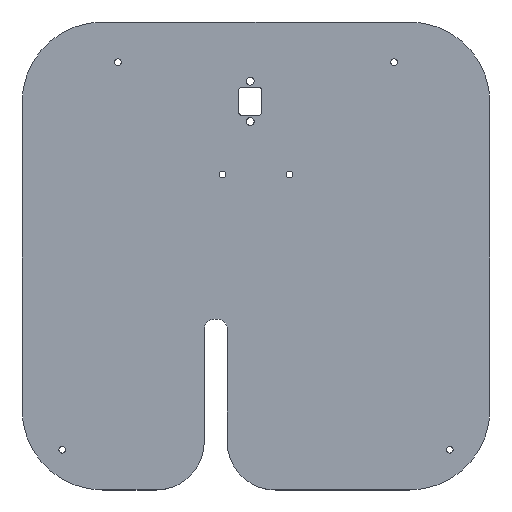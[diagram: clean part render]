
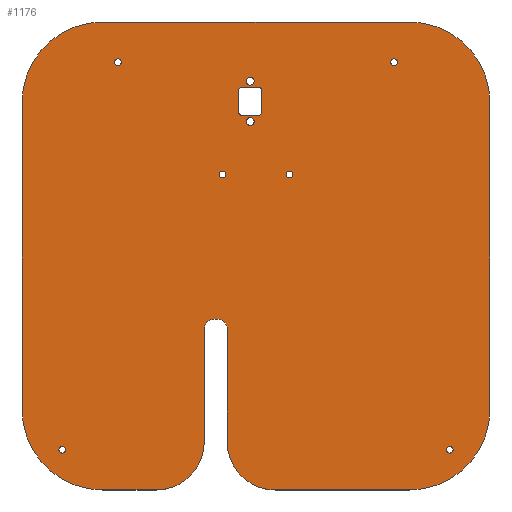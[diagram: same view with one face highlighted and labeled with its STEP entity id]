
A CAD part, top view. The second image highlights one B-rep face of the part: STEP entity #1176.
In plain terms, the highlighted planar face has unit normal (0, 0, 1).
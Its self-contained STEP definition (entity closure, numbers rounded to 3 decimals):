
#48=FACE_BOUND('',#220,.T.);
#49=FACE_BOUND('',#221,.T.);
#50=FACE_BOUND('',#222,.T.);
#51=FACE_BOUND('',#223,.T.);
#52=FACE_BOUND('',#224,.T.);
#53=FACE_BOUND('',#225,.T.);
#54=FACE_BOUND('',#226,.T.);
#55=FACE_BOUND('',#227,.T.);
#56=FACE_BOUND('',#228,.T.);
#82=PLANE('',#1318);
#146=FACE_OUTER_BOUND('',#219,.T.);
#219=EDGE_LOOP('',(#1067,#1068,#1069,#1070,#1071,#1072,#1073,#1074,#1075,
#1076,#1077,#1078,#1079,#1080,#1081,#1082));
#220=EDGE_LOOP('',(#1083));
#221=EDGE_LOOP('',(#1084));
#222=EDGE_LOOP('',(#1085));
#223=EDGE_LOOP('',(#1086));
#224=EDGE_LOOP('',(#1087));
#225=EDGE_LOOP('',(#1088));
#226=EDGE_LOOP('',(#1089,#1090,#1091,#1092,#1093,#1094,#1095,#1096));
#227=EDGE_LOOP('',(#1097));
#228=EDGE_LOOP('',(#1098));
#272=LINE('',#1834,#374);
#275=LINE('',#1842,#377);
#278=LINE('',#1850,#380);
#281=LINE('',#1858,#383);
#284=LINE('',#1866,#386);
#300=LINE('',#1918,#402);
#303=LINE('',#1929,#405);
#307=LINE('',#1941,#409);
#313=LINE('',#1955,#415);
#325=LINE('',#1998,#427);
#328=LINE('',#2006,#430);
#330=LINE('',#2012,#432);
#374=VECTOR('',#1476,10.);
#377=VECTOR('',#1485,10.);
#380=VECTOR('',#1494,10.);
#383=VECTOR('',#1503,10.);
#386=VECTOR('',#1512,10.);
#402=VECTOR('',#1568,10.);
#405=VECTOR('',#1579,10.);
#409=VECTOR('',#1591,10.);
#415=VECTOR('',#1605,10.);
#427=VECTOR('',#1659,10.);
#430=VECTOR('',#1668,10.);
#432=VECTOR('',#1676,10.);
#453=CIRCLE('',#1214,1.75);
#456=CIRCLE('',#1219,1.75);
#465=CIRCLE('',#1245,42.);
#466=CIRCLE('',#1248,25.);
#467=CIRCLE('',#1251,5.);
#468=CIRCLE('',#1254,5.);
#469=CIRCLE('',#1257,25.);
#471=CIRCLE('',#1262,1.75);
#473=CIRCLE('',#1266,1.75);
#475=CIRCLE('',#1270,1.75);
#477=CIRCLE('',#1274,1.75);
#479=CIRCLE('',#1277,2.);
#481=CIRCLE('',#1281,2.);
#483=CIRCLE('',#1285,2.);
#485=CIRCLE('',#1289,2.);
#492=CIRCLE('',#1306,2.);
#493=CIRCLE('',#1308,2.);
#494=CIRCLE('',#1310,42.);
#495=CIRCLE('',#1313,42.);
#496=CIRCLE('',#1316,42.);
#529=VERTEX_POINT('',#1748);
#532=VERTEX_POINT('',#1758);
#549=VERTEX_POINT('',#1826);
#550=VERTEX_POINT('',#1828);
#551=VERTEX_POINT('',#1832);
#552=VERTEX_POINT('',#1836);
#553=VERTEX_POINT('',#1840);
#554=VERTEX_POINT('',#1844);
#555=VERTEX_POINT('',#1848);
#556=VERTEX_POINT('',#1852);
#557=VERTEX_POINT('',#1856);
#558=VERTEX_POINT('',#1860);
#559=VERTEX_POINT('',#1864);
#561=VERTEX_POINT('',#1872);
#563=VERTEX_POINT('',#1880);
#565=VERTEX_POINT('',#1888);
#567=VERTEX_POINT('',#1896);
#570=VERTEX_POINT('',#1903);
#571=VERTEX_POINT('',#1905);
#575=VERTEX_POINT('',#1916);
#578=VERTEX_POINT('',#1923);
#579=VERTEX_POINT('',#1925);
#582=VERTEX_POINT('',#1935);
#583=VERTEX_POINT('',#1937);
#587=VERTEX_POINT('',#1951);
#594=VERTEX_POINT('',#1984);
#595=VERTEX_POINT('',#1988);
#596=VERTEX_POINT('',#1992);
#597=VERTEX_POINT('',#1994);
#598=VERTEX_POINT('',#2000);
#599=VERTEX_POINT('',#2004);
#600=VERTEX_POINT('',#2008);
#634=EDGE_CURVE('',#529,#529,#453,.T.);
#639=EDGE_CURVE('',#532,#532,#456,.T.);
#674=EDGE_CURVE('',#549,#550,#465,.T.);
#677=EDGE_CURVE('',#549,#551,#272,.T.);
#679=EDGE_CURVE('',#552,#551,#466,.T.);
#681=EDGE_CURVE('',#552,#553,#275,.T.);
#683=EDGE_CURVE('',#553,#554,#467,.T.);
#685=EDGE_CURVE('',#554,#555,#278,.T.);
#687=EDGE_CURVE('',#555,#556,#468,.T.);
#689=EDGE_CURVE('',#556,#557,#281,.T.);
#691=EDGE_CURVE('',#558,#557,#469,.T.);
#693=EDGE_CURVE('',#558,#559,#284,.T.);
#696=EDGE_CURVE('',#561,#561,#471,.T.);
#700=EDGE_CURVE('',#563,#563,#473,.T.);
#704=EDGE_CURVE('',#565,#565,#475,.T.);
#708=EDGE_CURVE('',#567,#567,#477,.T.);
#712=EDGE_CURVE('',#570,#571,#479,.T.);
#719=EDGE_CURVE('',#570,#575,#300,.T.);
#722=EDGE_CURVE('',#578,#579,#481,.T.);
#724=EDGE_CURVE('',#578,#571,#303,.T.);
#728=EDGE_CURVE('',#582,#583,#483,.T.);
#730=EDGE_CURVE('',#582,#579,#307,.T.);
#737=EDGE_CURVE('',#587,#575,#485,.T.);
#738=EDGE_CURVE('',#587,#583,#313,.T.);
#753=EDGE_CURVE('',#594,#594,#492,.T.);
#755=EDGE_CURVE('',#595,#595,#493,.T.);
#757=EDGE_CURVE('',#596,#597,#494,.T.);
#759=EDGE_CURVE('',#596,#550,#325,.T.);
#761=EDGE_CURVE('',#598,#559,#495,.T.);
#763=EDGE_CURVE('',#598,#599,#328,.T.);
#765=EDGE_CURVE('',#600,#599,#496,.T.);
#766=EDGE_CURVE('',#600,#597,#330,.T.);
#1067=ORIENTED_EDGE('',*,*,#679,.F.);
#1068=ORIENTED_EDGE('',*,*,#681,.T.);
#1069=ORIENTED_EDGE('',*,*,#683,.T.);
#1070=ORIENTED_EDGE('',*,*,#685,.T.);
#1071=ORIENTED_EDGE('',*,*,#687,.T.);
#1072=ORIENTED_EDGE('',*,*,#689,.T.);
#1073=ORIENTED_EDGE('',*,*,#691,.F.);
#1074=ORIENTED_EDGE('',*,*,#693,.T.);
#1075=ORIENTED_EDGE('',*,*,#761,.F.);
#1076=ORIENTED_EDGE('',*,*,#763,.T.);
#1077=ORIENTED_EDGE('',*,*,#765,.F.);
#1078=ORIENTED_EDGE('',*,*,#766,.T.);
#1079=ORIENTED_EDGE('',*,*,#757,.F.);
#1080=ORIENTED_EDGE('',*,*,#759,.T.);
#1081=ORIENTED_EDGE('',*,*,#674,.F.);
#1082=ORIENTED_EDGE('',*,*,#677,.T.);
#1083=ORIENTED_EDGE('',*,*,#639,.T.);
#1084=ORIENTED_EDGE('',*,*,#634,.T.);
#1085=ORIENTED_EDGE('',*,*,#700,.T.);
#1086=ORIENTED_EDGE('',*,*,#704,.T.);
#1087=ORIENTED_EDGE('',*,*,#696,.T.);
#1088=ORIENTED_EDGE('',*,*,#708,.T.);
#1089=ORIENTED_EDGE('',*,*,#730,.T.);
#1090=ORIENTED_EDGE('',*,*,#722,.F.);
#1091=ORIENTED_EDGE('',*,*,#724,.T.);
#1092=ORIENTED_EDGE('',*,*,#712,.F.);
#1093=ORIENTED_EDGE('',*,*,#719,.T.);
#1094=ORIENTED_EDGE('',*,*,#737,.F.);
#1095=ORIENTED_EDGE('',*,*,#738,.T.);
#1096=ORIENTED_EDGE('',*,*,#728,.F.);
#1097=ORIENTED_EDGE('',*,*,#753,.T.);
#1098=ORIENTED_EDGE('',*,*,#755,.T.);
#1176=ADVANCED_FACE('',(#146,#48,#49,#50,#51,#52,#53,#54,#55,#56),#82,.T.);
#1214=AXIS2_PLACEMENT_3D('',#1749,#1380,#1381);
#1219=AXIS2_PLACEMENT_3D('',#1759,#1392,#1393);
#1245=AXIS2_PLACEMENT_3D('',#1829,#1470,#1471);
#1248=AXIS2_PLACEMENT_3D('',#1838,#1480,#1481);
#1251=AXIS2_PLACEMENT_3D('',#1846,#1489,#1490);
#1254=AXIS2_PLACEMENT_3D('',#1854,#1498,#1499);
#1257=AXIS2_PLACEMENT_3D('',#1862,#1507,#1508);
#1262=AXIS2_PLACEMENT_3D('',#1873,#1520,#1521);
#1266=AXIS2_PLACEMENT_3D('',#1881,#1530,#1531);
#1270=AXIS2_PLACEMENT_3D('',#1889,#1540,#1541);
#1274=AXIS2_PLACEMENT_3D('',#1897,#1550,#1551);
#1277=AXIS2_PLACEMENT_3D('',#1906,#1558,#1559);
#1281=AXIS2_PLACEMENT_3D('',#1926,#1574,#1575);
#1285=AXIS2_PLACEMENT_3D('',#1938,#1586,#1587);
#1289=AXIS2_PLACEMENT_3D('',#1953,#1601,#1602);
#1306=AXIS2_PLACEMENT_3D('',#1986,#1644,#1645);
#1308=AXIS2_PLACEMENT_3D('',#1990,#1649,#1650);
#1310=AXIS2_PLACEMENT_3D('',#1995,#1654,#1655);
#1313=AXIS2_PLACEMENT_3D('',#2002,#1663,#1664);
#1316=AXIS2_PLACEMENT_3D('',#2010,#1672,#1673);
#1318=AXIS2_PLACEMENT_3D('',#2013,#1677,#1678);
#1380=DIRECTION('center_axis',(0.,0.,-1.));
#1381=DIRECTION('ref_axis',(1.,0.,0.));
#1392=DIRECTION('center_axis',(0.,0.,-1.));
#1393=DIRECTION('ref_axis',(1.,0.,0.));
#1470=DIRECTION('center_axis',(0.,0.,-1.));
#1471=DIRECTION('ref_axis',(-0.707,-0.707,0.));
#1476=DIRECTION('',(1.,0.,0.));
#1480=DIRECTION('center_axis',(0.,0.,-1.));
#1481=DIRECTION('ref_axis',(0.707,-0.707,0.));
#1485=DIRECTION('',(0.,1.,0.));
#1489=DIRECTION('center_axis',(0.,0.,-1.));
#1490=DIRECTION('ref_axis',(0.,1.,0.));
#1494=DIRECTION('',(1.,0.,0.));
#1498=DIRECTION('center_axis',(0.,0.,-1.));
#1499=DIRECTION('ref_axis',(1.,0.,0.));
#1503=DIRECTION('',(0.,-1.,0.));
#1507=DIRECTION('center_axis',(0.,0.,-1.));
#1508=DIRECTION('ref_axis',(-0.707,-0.707,0.));
#1512=DIRECTION('',(1.,0.,0.));
#1520=DIRECTION('center_axis',(0.,0.,-1.));
#1521=DIRECTION('ref_axis',(-1.,0.,0.));
#1530=DIRECTION('center_axis',(0.,0.,-1.));
#1531=DIRECTION('ref_axis',(-1.,0.,0.));
#1540=DIRECTION('center_axis',(0.,0.,-1.));
#1541=DIRECTION('ref_axis',(-1.,0.,0.));
#1550=DIRECTION('center_axis',(0.,0.,-1.));
#1551=DIRECTION('ref_axis',(-1.,0.,0.));
#1558=DIRECTION('center_axis',(0.,0.,1.));
#1559=DIRECTION('ref_axis',(0.707,0.707,0.));
#1568=DIRECTION('',(0.,-1.,0.));
#1574=DIRECTION('center_axis',(0.,0.,1.));
#1575=DIRECTION('ref_axis',(-0.707,0.707,0.));
#1579=DIRECTION('',(1.,0.,0.));
#1586=DIRECTION('center_axis',(0.,0.,1.));
#1587=DIRECTION('ref_axis',(-0.707,-0.707,0.));
#1591=DIRECTION('',(0.,1.,0.));
#1601=DIRECTION('center_axis',(0.,0.,1.));
#1602=DIRECTION('ref_axis',(0.707,-0.707,0.));
#1605=DIRECTION('',(-1.,0.,0.));
#1644=DIRECTION('center_axis',(0.,0.,-1.));
#1645=DIRECTION('ref_axis',(-1.,0.,0.));
#1649=DIRECTION('center_axis',(0.,0.,-1.));
#1650=DIRECTION('ref_axis',(-1.,0.,0.));
#1654=DIRECTION('center_axis',(0.,0.,-1.));
#1655=DIRECTION('ref_axis',(-0.707,0.707,0.));
#1659=DIRECTION('',(0.,-1.,0.));
#1663=DIRECTION('center_axis',(0.,0.,-1.));
#1664=DIRECTION('ref_axis',(0.707,-0.707,0.));
#1668=DIRECTION('',(0.,1.,0.));
#1672=DIRECTION('center_axis',(0.,0.,-1.));
#1673=DIRECTION('ref_axis',(0.707,0.707,0.));
#1676=DIRECTION('',(-1.,0.,0.));
#1677=DIRECTION('center_axis',(0.,0.,1.));
#1678=DIRECTION('ref_axis',(1.,0.,0.));
#1748=CARTESIAN_POINT('',(-141.25,-79.505,6.));
#1749=CARTESIAN_POINT('Origin',(-139.5,-79.505,6.));
#1758=CARTESIAN_POINT('',(-106.25,-79.505,6.));
#1759=CARTESIAN_POINT('Origin',(-104.5,-79.505,6.));
#1826=CARTESIAN_POINT('',(-202.,-244.,6.));
#1828=CARTESIAN_POINT('',(-244.,-202.,6.));
#1829=CARTESIAN_POINT('Origin',(-202.,-202.,6.));
#1832=CARTESIAN_POINT('',(-174.,-244.,6.));
#1834=CARTESIAN_POINT('',(-244.,-244.,6.));
#1836=CARTESIAN_POINT('',(-149.,-219.,6.));
#1838=CARTESIAN_POINT('Origin',(-174.,-219.,6.));
#1840=CARTESIAN_POINT('',(-149.,-160.,6.));
#1842=CARTESIAN_POINT('',(-149.,-160.,6.));
#1844=CARTESIAN_POINT('',(-144.,-155.,6.));
#1846=CARTESIAN_POINT('Origin',(-144.,-160.,6.));
#1848=CARTESIAN_POINT('',(-142.,-155.,6.));
#1850=CARTESIAN_POINT('',(-142.,-155.,6.));
#1852=CARTESIAN_POINT('',(-137.,-160.,6.));
#1854=CARTESIAN_POINT('Origin',(-142.,-160.,6.));
#1856=CARTESIAN_POINT('',(-137.,-219.,6.));
#1858=CARTESIAN_POINT('',(-137.,-244.,6.));
#1860=CARTESIAN_POINT('',(-112.,-244.,6.));
#1862=CARTESIAN_POINT('Origin',(-112.,-219.,6.));
#1864=CARTESIAN_POINT('',(-42.,-244.,6.));
#1866=CARTESIAN_POINT('',(-244.,-244.,6.));
#1872=CARTESIAN_POINT('',(-48.25,-21.,6.));
#1873=CARTESIAN_POINT('Origin',(-50.,-21.,6.));
#1880=CARTESIAN_POINT('',(-19.25,-223.,6.));
#1881=CARTESIAN_POINT('Origin',(-21.,-223.,6.));
#1888=CARTESIAN_POINT('',(-221.25,-223.,6.));
#1889=CARTESIAN_POINT('Origin',(-223.,-223.,6.));
#1896=CARTESIAN_POINT('',(-192.25,-21.,6.));
#1897=CARTESIAN_POINT('Origin',(-194.,-21.,6.));
#1903=CARTESIAN_POINT('',(-119.,-35.9,6.));
#1905=CARTESIAN_POINT('',(-121.,-33.9,6.));
#1906=CARTESIAN_POINT('Origin',(-121.,-35.9,6.));
#1916=CARTESIAN_POINT('',(-119.,-46.9,6.));
#1918=CARTESIAN_POINT('',(-119.,-85.45,6.));
#1923=CARTESIAN_POINT('',(-129.,-33.9,6.));
#1925=CARTESIAN_POINT('',(-131.,-35.9,6.));
#1926=CARTESIAN_POINT('Origin',(-129.,-35.9,6.));
#1929=CARTESIAN_POINT('',(-120.5,-33.9,6.));
#1935=CARTESIAN_POINT('',(-131.,-46.9,6.));
#1937=CARTESIAN_POINT('',(-129.,-48.9,6.));
#1938=CARTESIAN_POINT('Origin',(-129.,-46.9,6.));
#1941=CARTESIAN_POINT('',(-131.,-77.95,6.));
#1951=CARTESIAN_POINT('',(-121.,-48.9,6.));
#1953=CARTESIAN_POINT('Origin',(-121.,-46.9,6.));
#1955=CARTESIAN_POINT('',(-126.5,-48.9,6.));
#1984=CARTESIAN_POINT('',(-123.,-51.9,6.));
#1986=CARTESIAN_POINT('Origin',(-125.,-51.9,6.));
#1988=CARTESIAN_POINT('',(-123.,-30.9,6.));
#1990=CARTESIAN_POINT('Origin',(-125.,-30.9,6.));
#1992=CARTESIAN_POINT('',(-244.,-42.,6.));
#1994=CARTESIAN_POINT('',(-202.,0.,6.));
#1995=CARTESIAN_POINT('Origin',(-202.,-42.,6.));
#1998=CARTESIAN_POINT('',(-244.,0.,6.));
#2000=CARTESIAN_POINT('',(0.,-202.,6.));
#2002=CARTESIAN_POINT('Origin',(-42.,-202.,6.));
#2004=CARTESIAN_POINT('',(0.,-42.,6.));
#2006=CARTESIAN_POINT('',(0.,-244.,6.));
#2008=CARTESIAN_POINT('',(-42.,0.,6.));
#2010=CARTESIAN_POINT('Origin',(-42.,-42.,6.));
#2012=CARTESIAN_POINT('',(0.,0.,6.));
#2013=CARTESIAN_POINT('Origin',(-122.,-122.,6.));
